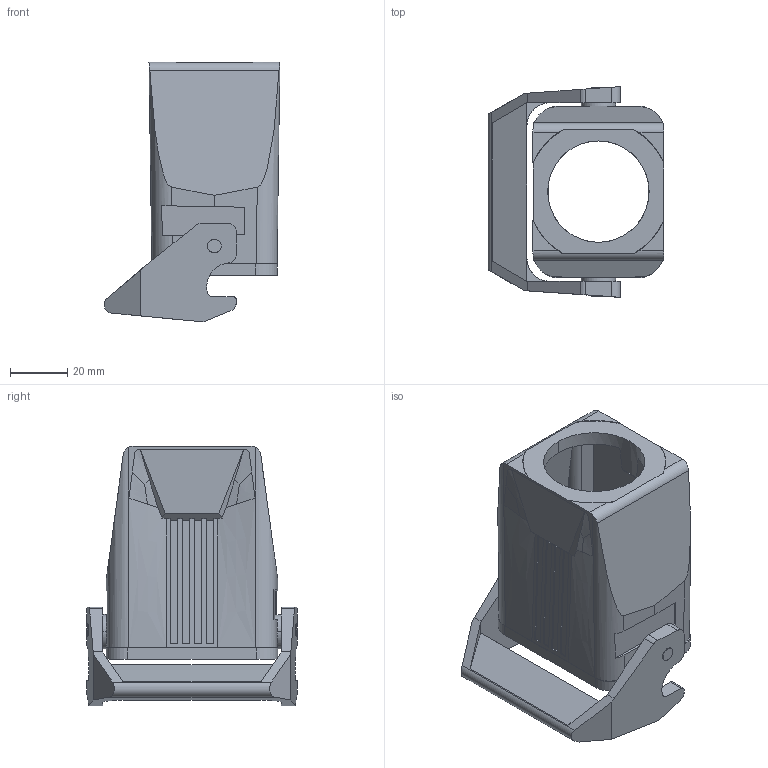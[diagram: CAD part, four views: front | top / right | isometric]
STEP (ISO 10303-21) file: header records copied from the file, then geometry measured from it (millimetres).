
FILE_DESCRIPTION(('Creo Elements/Direct Modeling STEP Export'),'2;1');
FILE_NAME('model.stp','2019-06-19T 6:54:23',(''),(''),'Creo Elements/Direct Modeling STEP processor for AP214 (Solid Model)','Creo Elements/Direct Modeling 20.1A 29-Sep-2018 (C) Parametric Technology GmbH','');
FILE_SCHEMA(('AUTOMOTIVE_DESIGN { 1 0 10303 214 1 1 1 1 }'));
Length unit declared in the file: millimetre
Products named in the file (2): HC_STA_B06_CHWS_1TTP29_ELC_AL-select
Assembly tree (1 placements, depth 2):
  HC_STA_B06_CHWS_1TTP29_ELC_AL-select
    HC_STA_B06_CHWS_1TTP29_ELC_AL-select
Bounding box: 61.5 x 73.7 x 90.82 mm (x, y, z)
Volume: 77476.2 mm3; surface area: 37939.2 mm2
Topology: 1 solids, 1 shells, 262 faces, 753 edges, 504 vertices
Faces by surface type: plane 165, cylinder 77, bspline 16, cone 4
Entity records: 12487 total; most frequent: CARTESIAN_POINT 3822, ORIENTED_EDGE 1506, DIRECTION 1225, EDGE_CURVE 753, VERTEX_POINT 504, VECTOR 465, LINE 465, AXIS2_PLACEMENT_3D 380
